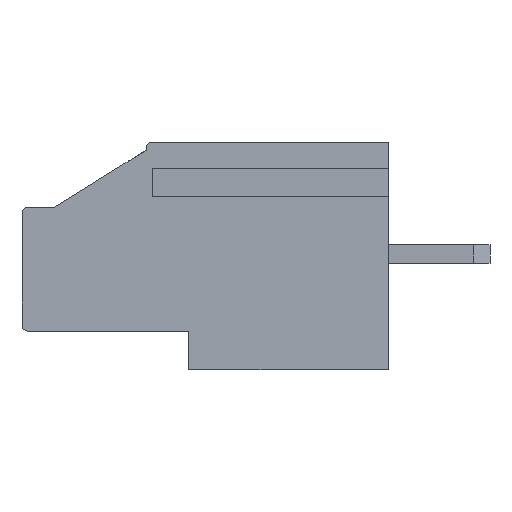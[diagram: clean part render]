
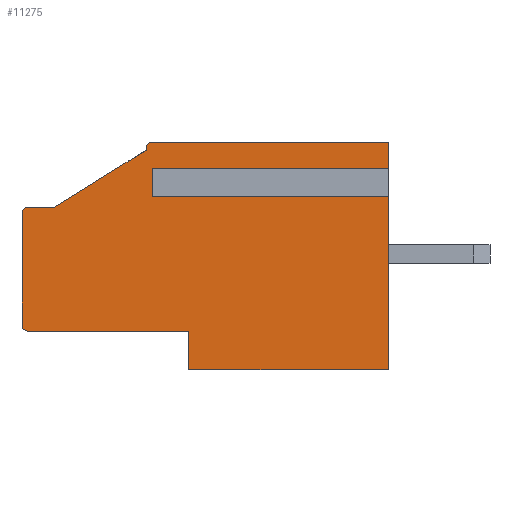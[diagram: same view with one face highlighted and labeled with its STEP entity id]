
A CAD part, left-side view. The second image highlights one B-rep face of the part: STEP entity #11275.
In plain terms, the highlighted planar face has unit normal (-1, 0, 0).
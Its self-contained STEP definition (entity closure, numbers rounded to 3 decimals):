
#373 = CIRCLE ( 'NONE', #13284, 0.3 ) ;
#453 = CARTESIAN_POINT ( 'NONE',  ( 0., 0., 11.2 ) ) ;
#1135 = CARTESIAN_POINT ( 'NONE',  ( 0., 16.4, 8. ) ) ;
#1199 = CARTESIAN_POINT ( 'NONE',  ( 0., 11.6, 9.7 ) ) ;
#1625 = LINE ( 'NONE', #13487, #18579 ) ;
#1657 = VERTEX_POINT ( 'NONE', #2794 ) ;
#2352 = VECTOR ( 'NONE', #4144, 1000. ) ;
#2784 = VERTEX_POINT ( 'NONE', #3310 ) ;
#2794 = CARTESIAN_POINT ( 'NONE',  ( 0., 0., 11.2 ) ) ;
#2862 = DIRECTION ( 'NONE',  ( 0., -1., 0. ) ) ;
#2937 = VECTOR ( 'NONE', #8637, 1000. ) ;
#2974 = DIRECTION ( 'NONE',  ( 0., 1., 0. ) ) ;
#3078 = ORIENTED_EDGE ( 'NONE', *, *, #21694, .T. ) ;
#3310 = CARTESIAN_POINT ( 'NONE',  ( 0., 11.6, 8.7 ) ) ;
#3324 = CARTESIAN_POINT ( 'NONE',  ( 0., 18., 1.9 ) ) ;
#3374 = EDGE_CURVE ( 'NONE', #19844, #9113, #10834, .T. ) ;
#3426 = DIRECTION ( 'NONE',  ( 0., -0.849, 0.528 ) ) ;
#3895 = CARTESIAN_POINT ( 'NONE',  ( 0., 18., 7.7 ) ) ;
#4144 = DIRECTION ( 'NONE',  ( 0., 0., -1. ) ) ;
#4213 = LINE ( 'NONE', #11679, #14255 ) ;
#4445 = CARTESIAN_POINT ( 'NONE',  ( 0., 11.6, 10.9 ) ) ;
#4511 = EDGE_CURVE ( 'NONE', #2784, #23155, #14335, .T. ) ;
#4556 = AXIS2_PLACEMENT_3D ( 'NONE', #18281, #14440, #14939 ) ;
#4952 = EDGE_CURVE ( 'NONE', #9652, #9113, #23694, .T. ) ;
#5230 = EDGE_CURVE ( 'NONE', #9972, #13582, #19993, .T. ) ;
#5269 = CARTESIAN_POINT ( 'NONE',  ( 0., 16.4, 8. ) ) ;
#5339 = CIRCLE ( 'NONE', #4556, 0.3 ) ;
#5501 = DIRECTION ( 'NONE',  ( 0., 0., -1. ) ) ;
#5575 = EDGE_CURVE ( 'NONE', #15472, #18597, #4213, .T. ) ;
#5594 = LINE ( 'NONE', #11100, #9070 ) ;
#5761 = CARTESIAN_POINT ( 'NONE',  ( 0., 11.6, 11.2 ) ) ;
#5810 = ORIENTED_EDGE ( 'NONE', *, *, #21147, .F. ) ;
#5849 = CARTESIAN_POINT ( 'NONE',  ( 0., 0., 11.2 ) ) ;
#6016 = DIRECTION ( 'NONE',  ( 0., 0., -1. ) ) ;
#6557 = CARTESIAN_POINT ( 'NONE',  ( 0., 0., 9.7 ) ) ;
#6711 = ORIENTED_EDGE ( 'NONE', *, *, #21252, .F. ) ;
#7235 = CARTESIAN_POINT ( 'NONE',  ( 0., 17.7, 1.9 ) ) ;
#7361 = ORIENTED_EDGE ( 'NONE', *, *, #5575, .F. ) ;
#7457 = EDGE_CURVE ( 'NONE', #9652, #12692, #23486, .T. ) ;
#7555 = LINE ( 'NONE', #20983, #2352 ) ;
#7567 = DIRECTION ( 'NONE',  ( -1., 0., 0. ) ) ;
#7962 = DIRECTION ( 'NONE',  ( 1., 0., 0. ) ) ;
#8083 = PLANE ( 'NONE',  #11620 ) ;
#8173 = ORIENTED_EDGE ( 'NONE', *, *, #15240, .F. ) ;
#8637 = DIRECTION ( 'NONE',  ( 0., -1., 0. ) ) ;
#8670 = VECTOR ( 'NONE', #13776, 1000. ) ;
#9069 = ORIENTED_EDGE ( 'NONE', *, *, #7457, .F. ) ;
#9070 = VECTOR ( 'NONE', #12935, 1000. ) ;
#9113 = VERTEX_POINT ( 'NONE', #3895 ) ;
#9164 = LINE ( 'NONE', #5269, #11519 ) ;
#9223 = ORIENTED_EDGE ( 'NONE', *, *, #4952, .T. ) ;
#9535 = EDGE_CURVE ( 'NONE', #19844, #19786, #5339, .T. ) ;
#9652 = VERTEX_POINT ( 'NONE', #22046 ) ;
#9822 = DIRECTION ( 'NONE',  ( 0., 0., 1. ) ) ;
#9972 = VERTEX_POINT ( 'NONE', #20652 ) ;
#10003 = LINE ( 'NONE', #19614, #20550 ) ;
#10570 = CARTESIAN_POINT ( 'NONE',  ( 0., 9.8, 1.9 ) ) ;
#10661 = CARTESIAN_POINT ( 'NONE',  ( 0., 11.6, 8.7 ) ) ;
#10709 = CARTESIAN_POINT ( 'NONE',  ( 0., 11.9, 10.8 ) ) ;
#10834 = LINE ( 'NONE', #22166, #17741 ) ;
#11100 = CARTESIAN_POINT ( 'NONE',  ( 0., 18., 0. ) ) ;
#11275 = ADVANCED_FACE ( 'NONE', ( #21034 ), #8083, .F. ) ;
#11487 = VECTOR ( 'NONE', #22579, 1000. ) ;
#11519 = VECTOR ( 'NONE', #3426, 1000. ) ;
#11620 = AXIS2_PLACEMENT_3D ( 'NONE', #22860, #7962, #6016 ) ;
#11679 = CARTESIAN_POINT ( 'NONE',  ( 0., 11.9, 10.8 ) ) ;
#11806 = ORIENTED_EDGE ( 'NONE', *, *, #24162, .T. ) ;
#11843 = LINE ( 'NONE', #453, #12649 ) ;
#12414 = ORIENTED_EDGE ( 'NONE', *, *, #18485, .T. ) ;
#12545 = CARTESIAN_POINT ( 'NONE',  ( 0., 18., 2.2 ) ) ;
#12649 = VECTOR ( 'NONE', #21104, 1000. ) ;
#12652 = VERTEX_POINT ( 'NONE', #12757 ) ;
#12681 = DIRECTION ( 'NONE',  ( 0., 0., 1. ) ) ;
#12692 = VERTEX_POINT ( 'NONE', #1135 ) ;
#12757 = CARTESIAN_POINT ( 'NONE',  ( 0., 0., 0. ) ) ;
#12935 = DIRECTION ( 'NONE',  ( 0., -1., 0. ) ) ;
#13284 = AXIS2_PLACEMENT_3D ( 'NONE', #4445, #17444, #15228 ) ;
#13487 = CARTESIAN_POINT ( 'NONE',  ( 0., 18., 11.2 ) ) ;
#13494 = VERTEX_POINT ( 'NONE', #10570 ) ;
#13582 = VERTEX_POINT ( 'NONE', #6557 ) ;
#13688 = ORIENTED_EDGE ( 'NONE', *, *, #19259, .F. ) ;
#13776 = DIRECTION ( 'NONE',  ( 0., -1., 0. ) ) ;
#13921 = DIRECTION ( 'NONE',  ( 0., 0., 1. ) ) ;
#14255 = VECTOR ( 'NONE', #9822, 1000. ) ;
#14335 = LINE ( 'NONE', #10661, #8670 ) ;
#14440 = DIRECTION ( 'NONE',  ( -1., 0., 0. ) ) ;
#14939 = DIRECTION ( 'NONE',  ( 0., 0., -1. ) ) ;
#15228 = DIRECTION ( 'NONE',  ( 0., 0., -1. ) ) ;
#15240 = EDGE_CURVE ( 'NONE', #13494, #19786, #20166, .T. ) ;
#15444 = AXIS2_PLACEMENT_3D ( 'NONE', #18513, #7567, #5501 ) ;
#15472 = VERTEX_POINT ( 'NONE', #10709 ) ;
#15698 = ORIENTED_EDGE ( 'NONE', *, *, #23139, .T. ) ;
#16034 = EDGE_LOOP ( 'NONE', ( #21596, #11806, #7361, #13688, #9069, #9223, #17841, #18589, #8173, #6711, #15698, #3078, #23124, #5810, #19095, #12414 ) ) ;
#16613 = VERTEX_POINT ( 'NONE', #18178 ) ;
#17156 = VECTOR ( 'NONE', #2862, 1000. ) ;
#17444 = DIRECTION ( 'NONE',  ( -1., 0., 0. ) ) ;
#17741 = VECTOR ( 'NONE', #12681, 1000. ) ;
#17841 = ORIENTED_EDGE ( 'NONE', *, *, #3374, .F. ) ;
#18178 = CARTESIAN_POINT ( 'NONE',  ( 0., 9.8, 0. ) ) ;
#18281 = CARTESIAN_POINT ( 'NONE',  ( 0., 17.7, 2.2 ) ) ;
#18485 = EDGE_CURVE ( 'NONE', #13582, #1657, #11843, .T. ) ;
#18513 = CARTESIAN_POINT ( 'NONE',  ( 0., 17.7, 7.7 ) ) ;
#18579 = VECTOR ( 'NONE', #19049, 1000. ) ;
#18589 = ORIENTED_EDGE ( 'NONE', *, *, #9535, .T. ) ;
#18597 = VERTEX_POINT ( 'NONE', #19721 ) ;
#18632 = VECTOR ( 'NONE', #2974, 1000. ) ;
#19028 = EDGE_CURVE ( 'NONE', #20874, #1657, #1625, .T. ) ;
#19049 = DIRECTION ( 'NONE',  ( 0., -1., 0. ) ) ;
#19095 = ORIENTED_EDGE ( 'NONE', *, *, #5230, .T. ) ;
#19259 = EDGE_CURVE ( 'NONE', #12692, #15472, #9164, .T. ) ;
#19447 = CARTESIAN_POINT ( 'NONE',  ( 0., 18., 8. ) ) ;
#19614 = CARTESIAN_POINT ( 'NONE',  ( 0., 9.8, 1.9 ) ) ;
#19721 = CARTESIAN_POINT ( 'NONE',  ( 0., 11.9, 10.9 ) ) ;
#19786 = VERTEX_POINT ( 'NONE', #7235 ) ;
#19844 = VERTEX_POINT ( 'NONE', #12545 ) ;
#19993 = LINE ( 'NONE', #1199, #2937 ) ;
#20166 = LINE ( 'NONE', #3324, #18632 ) ;
#20491 = LINE ( 'NONE', #5849, #11487 ) ;
#20550 = VECTOR ( 'NONE', #13921, 1000. ) ;
#20652 = CARTESIAN_POINT ( 'NONE',  ( 0., 11.6, 9.7 ) ) ;
#20874 = VERTEX_POINT ( 'NONE', #5761 ) ;
#20983 = CARTESIAN_POINT ( 'NONE',  ( 0., 11.6, 9.7 ) ) ;
#21034 = FACE_OUTER_BOUND ( 'NONE', #16034, .T. ) ;
#21104 = DIRECTION ( 'NONE',  ( 0., 0., 1. ) ) ;
#21147 = EDGE_CURVE ( 'NONE', #9972, #2784, #7555, .T. ) ;
#21252 = EDGE_CURVE ( 'NONE', #16613, #13494, #10003, .T. ) ;
#21596 = ORIENTED_EDGE ( 'NONE', *, *, #19028, .F. ) ;
#21694 = EDGE_CURVE ( 'NONE', #12652, #23155, #20491, .T. ) ;
#22046 = CARTESIAN_POINT ( 'NONE',  ( 0., 17.7, 8. ) ) ;
#22166 = CARTESIAN_POINT ( 'NONE',  ( 0., 18., 11.2 ) ) ;
#22302 = CARTESIAN_POINT ( 'NONE',  ( 0., 0., 8.7 ) ) ;
#22579 = DIRECTION ( 'NONE',  ( 0., 0., 1. ) ) ;
#22860 = CARTESIAN_POINT ( 'NONE',  ( 0., 18., 11.2 ) ) ;
#23124 = ORIENTED_EDGE ( 'NONE', *, *, #4511, .F. ) ;
#23139 = EDGE_CURVE ( 'NONE', #16613, #12652, #5594, .T. ) ;
#23155 = VERTEX_POINT ( 'NONE', #22302 ) ;
#23486 = LINE ( 'NONE', #19447, #17156 ) ;
#23694 = CIRCLE ( 'NONE', #15444, 0.3 ) ;
#24162 = EDGE_CURVE ( 'NONE', #20874, #18597, #373, .T. ) ;
